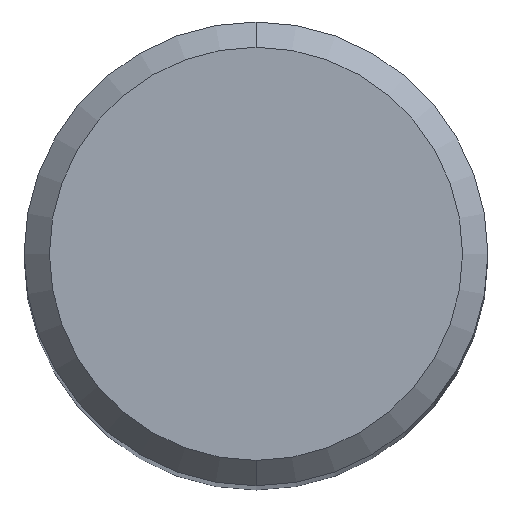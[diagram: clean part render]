
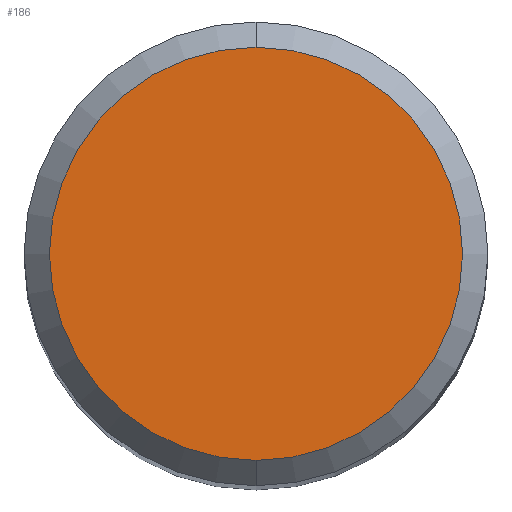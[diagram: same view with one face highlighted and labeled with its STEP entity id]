
A CAD part, top view. The second image highlights one B-rep face of the part: STEP entity #186.
In plain terms, the highlighted planar face has unit normal (0, 0, 1).
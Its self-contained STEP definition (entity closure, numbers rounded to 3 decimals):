
#186=ADVANCED_FACE('',(#488),#489,.T.);
#202=EDGE_CURVE('',#290,#246,#507,.T.);
#212=EDGE_CURVE('',#246,#290,#518,.T.);
#246=VERTEX_POINT('',#553);
#290=VERTEX_POINT('',#600);
#488=FACE_OUTER_BOUND('',#867,.T.);
#489=PLANE('',#868);
#507=CIRCLE('',#893,4.9);
#518=CIRCLE('',#906,4.9);
#553=CARTESIAN_POINT('',(0.,-4.9,0.0));
#600=CARTESIAN_POINT('',(0.0,4.9,0.0));
#867=EDGE_LOOP('',(#1487,#1488));
#868=AXIS2_PLACEMENT_3D('',#1489,#1490,#1491);
#893=AXIS2_PLACEMENT_3D('',#1517,#1518,#1519);
#906=AXIS2_PLACEMENT_3D('',#1529,#1530,#1531);
#1487=ORIENTED_EDGE('',*,*,#202,.F.);
#1488=ORIENTED_EDGE('',*,*,#212,.F.);
#1489=CARTESIAN_POINT('',(0.0,2.45,0.0));
#1490=DIRECTION('',(-0.0,0.0,1.0));
#1491=DIRECTION('',(0.0,-1.0,0.0));
#1517=CARTESIAN_POINT('',(0.0,0.0,0.0));
#1518=DIRECTION('',(0.0,0.0,-1.0));
#1519=DIRECTION('',(0.0,1.0,0.0));
#1529=CARTESIAN_POINT('',(0.0,0.0,0.0));
#1530=DIRECTION('',(0.0,0.0,-1.0));
#1531=DIRECTION('',(0.0,1.0,0.0));
